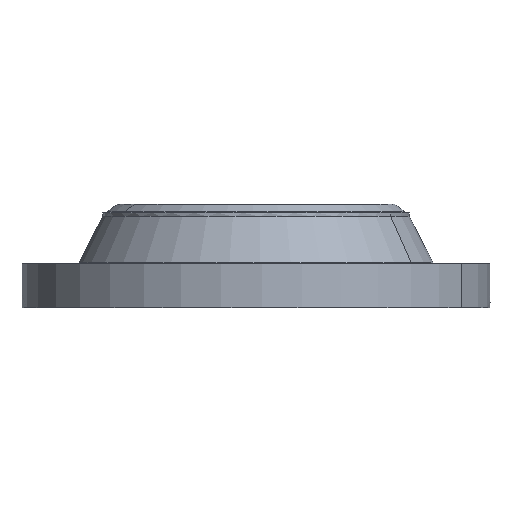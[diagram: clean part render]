
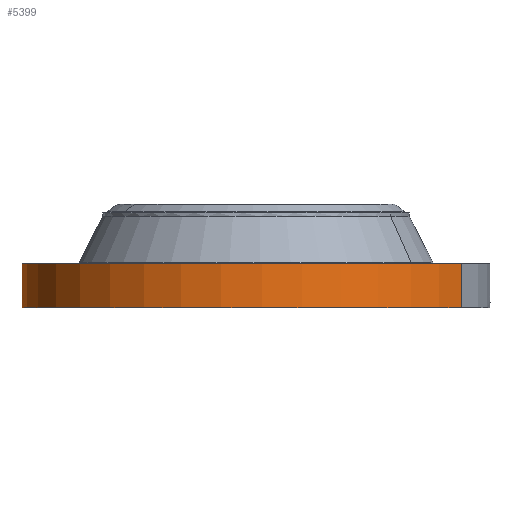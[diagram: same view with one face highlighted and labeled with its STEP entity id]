
A CAD part, left-side view. The second image highlights one B-rep face of the part: STEP entity #5399.
In plain terms, the highlighted cylindrical face has radius 387.35 mm (diameter 774.7 mm), a partial arc.
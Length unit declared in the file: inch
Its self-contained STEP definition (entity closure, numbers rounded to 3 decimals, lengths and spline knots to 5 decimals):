
#3849=AXIS2_PLACEMENT_3D('Circle Axis2P3D',#3847,#3848,$) ;
#4541=AXIS2_PLACEMENT_3D('Circle Axis2P3D',#4539,#4540,$) ;
#5294=AXIS2_PLACEMENT_3D('Cylinder Axis2P3D',#5291,#5292,#5293) ;
#3847=CARTESIAN_POINT('Axis2P3D Location',(0.,0.,0.)) ;
#3851=CARTESIAN_POINT('Vertex',(-7.31124,-13.38313,0.)) ;
#3853=CARTESIAN_POINT('Vertex',(7.31124,13.38313,0.)) ;
#4534=CARTESIAN_POINT('Vertex',(7.31124,13.38313,2.875)) ;
#4536=CARTESIAN_POINT('Vertex',(-7.31124,-13.38313,2.875)) ;
#4539=CARTESIAN_POINT('Axis2P3D Location',(0.,0.,2.875)) ;
#5291=CARTESIAN_POINT('Axis2P3D Location',(0.,0.,3.3775)) ;
#5296=CARTESIAN_POINT('Line Origine',(-7.31124,-13.38313,1.4375)) ;
#5301=CARTESIAN_POINT('Line Origine',(7.31124,13.38313,1.4375)) ;
#5313=CARTESIAN_POINT('Control Point',(-0.00072,15.25,1.10412)) ;
#5314=CARTESIAN_POINT('Control Point',(-0.01897,15.25,1.10408)) ;
#5315=CARTESIAN_POINT('Control Point',(-0.03722,15.24997,1.10263)) ;
#5316=CARTESIAN_POINT('Control Point',(-0.05525,15.2499,1.09978)) ;
#5317=CARTESIAN_POINT('Vertex',(-0.00072,15.25,1.10412)) ;
#5319=CARTESIAN_POINT('Vertex',(-0.05524,15.2499,1.09978)) ;
#5323=CARTESIAN_POINT('Control Point',(-0.05524,15.2499,1.09978)) ;
#5324=CARTESIAN_POINT('Control Point',(-0.0957,15.24975,1.09536)) ;
#5325=CARTESIAN_POINT('Control Point',(-0.13552,15.24944,1.08359)) ;
#5326=CARTESIAN_POINT('Control Point',(-0.1722,15.24903,1.06523)) ;
#5327=CARTESIAN_POINT('Vertex',(-0.1722,15.24903,1.06523)) ;
#5331=CARTESIAN_POINT('Control Point',(-0.03102,15.24997,0.34119)) ;
#5332=CARTESIAN_POINT('Control Point',(-0.09618,15.24984,0.34944)) ;
#5333=CARTESIAN_POINT('Control Point',(-0.15929,15.24936,0.37129)) ;
#5334=CARTESIAN_POINT('Control Point',(-0.2164,15.24859,0.4061)) ;
#5335=CARTESIAN_POINT('Control Point',(-0.28882,15.24733,0.47419)) ;
#5336=CARTESIAN_POINT('Control Point',(-0.33643,15.2463,0.55867)) ;
#5337=CARTESIAN_POINT('Control Point',(-0.34947,15.246,0.58873)) ;
#5338=CARTESIAN_POINT('Control Point',(-0.37169,15.24548,0.65897)) ;
#5339=CARTESIAN_POINT('Control Point',(-0.37718,15.24533,0.73214)) ;
#5340=CARTESIAN_POINT('Control Point',(-0.37491,15.24539,0.77295)) ;
#5341=CARTESIAN_POINT('Control Point',(-0.3565,15.24585,0.87072)) ;
#5342=CARTESIAN_POINT('Control Point',(-0.30814,15.24693,0.95794)) ;
#5343=CARTESIAN_POINT('Control Point',(-0.26982,15.24771,1.00324)) ;
#5344=CARTESIAN_POINT('Control Point',(-0.22354,15.24845,1.03954)) ;
#5345=CARTESIAN_POINT('Control Point',(-0.1722,15.24903,1.06523)) ;
#5346=CARTESIAN_POINT('Vertex',(-0.03102,15.24997,0.34119)) ;
#5350=CARTESIAN_POINT('Control Point',(-0.03102,15.24997,0.34119)) ;
#5351=CARTESIAN_POINT('Control Point',(-0.02067,15.24999,0.34087)) ;
#5352=CARTESIAN_POINT('Control Point',(-0.01032,15.25,0.34094)) ;
#5353=CARTESIAN_POINT('Control Point',(0.,15.25,0.34137)) ;
#5354=CARTESIAN_POINT('Vertex',(0.,15.25,0.34137)) ;
#5358=CARTESIAN_POINT('Control Point',(0.19263,15.24878,0.39741)) ;
#5359=CARTESIAN_POINT('Control Point',(0.14901,15.24933,0.37204)) ;
#5360=CARTESIAN_POINT('Control Point',(0.10112,15.24977,0.35378)) ;
#5361=CARTESIAN_POINT('Control Point',(0.05081,15.25,0.34353)) ;
#5362=CARTESIAN_POINT('Control Point',(0.,15.25,0.34137)) ;
#5363=CARTESIAN_POINT('Vertex',(0.19263,15.24878,0.39741)) ;
#5367=CARTESIAN_POINT('Control Point',(0.19263,15.24878,0.39741)) ;
#5368=CARTESIAN_POINT('Control Point',(0.24945,15.24807,0.43047)) ;
#5369=CARTESIAN_POINT('Control Point',(0.29951,15.24717,0.47484)) ;
#5370=CARTESIAN_POINT('Control Point',(0.33965,15.24626,0.52897)) ;
#5371=CARTESIAN_POINT('Control Point',(0.38385,15.24518,0.62717)) ;
#5372=CARTESIAN_POINT('Control Point',(0.39239,15.24495,0.73246)) ;
#5373=CARTESIAN_POINT('Control Point',(0.39027,15.24501,0.77262)) ;
#5374=CARTESIAN_POINT('Control Point',(0.3761,15.24537,0.84753)) ;
#5375=CARTESIAN_POINT('Control Point',(0.34396,15.24613,0.91596)) ;
#5376=CARTESIAN_POINT('Control Point',(0.32488,15.24656,0.94638)) ;
#5377=CARTESIAN_POINT('Control Point',(0.26317,15.24783,1.02274)) ;
#5378=CARTESIAN_POINT('Control Point',(0.18008,15.24909,1.07567)) ;
#5379=CARTESIAN_POINT('Control Point',(0.12135,15.2497,1.09769)) ;
#5380=CARTESIAN_POINT('Control Point',(0.0602,15.25,1.10711)) ;
#5381=CARTESIAN_POINT('Control Point',(-0.00003,15.25,1.10415)) ;
#5382=CARTESIAN_POINT('Vertex',(-0.00003,15.25,1.10415)) ;
#5386=CARTESIAN_POINT('Control Point',(-0.00072,15.25,1.10412)) ;
#5387=CARTESIAN_POINT('Control Point',(-0.00037,15.25,1.10414)) ;
#5388=CARTESIAN_POINT('Control Point',(-0.00003,15.25,1.10415)) ;
#3848=DIRECTION('Axis2P3D Direction',(0.,0.,-0.039)) ;
#4540=DIRECTION('Axis2P3D Direction',(0.,0.,-0.039)) ;
#5292=DIRECTION('Axis2P3D Direction',(0.,0.,-0.039)) ;
#5293=DIRECTION('Axis2P3D XDirection',(0.019,0.035,0.)) ;
#5297=DIRECTION('Vector Direction',(0.,0.,-0.039)) ;
#5302=DIRECTION('Vector Direction',(0.,0.,-0.039)) ;
#5298=VECTOR('Line Direction',#5297,0.03937) ;
#5303=VECTOR('Line Direction',#5302,0.03937) ;
#5307=ORIENTED_EDGE('',*,*,#3855,.F.) ;
#5308=ORIENTED_EDGE('',*,*,#5300,.T.) ;
#5309=ORIENTED_EDGE('',*,*,#4543,.T.) ;
#5310=ORIENTED_EDGE('',*,*,#5305,.F.) ;
#5391=ORIENTED_EDGE('',*,*,#5321,.T.) ;
#5392=ORIENTED_EDGE('',*,*,#5329,.T.) ;
#5393=ORIENTED_EDGE('',*,*,#5348,.F.) ;
#5394=ORIENTED_EDGE('',*,*,#5356,.T.) ;
#5395=ORIENTED_EDGE('',*,*,#5365,.F.) ;
#5396=ORIENTED_EDGE('',*,*,#5384,.T.) ;
#5397=ORIENTED_EDGE('',*,*,#5389,.F.) ;
#5398=FACE_BOUND('',#5390,.T.) ;
#5399=ADVANCED_FACE('PartBody',(#5311,#5398),#5295,.T.) ;
#5312=B_SPLINE_CURVE_WITH_KNOTS('',3,(#5313,#5314,#5315,#5316),.UNSPECIFIED.,.F.,.U.,(4,4),(34.6166,36.64171),.UNSPECIFIED.) ;
#5322=B_SPLINE_CURVE_WITH_KNOTS('',3,(#5323,#5324,#5325,#5326),.UNSPECIFIED.,.F.,.U.,(4,4),(0.,4.57284),.UNSPECIFIED.) ;
#5330=B_SPLINE_CURVE_WITH_KNOTS('',5,(#5331,#5332,#5333,#5334,#5335,#5336,#5337,#5338,#5339,#5340,#5341,#5342,#5343,#5344,#5345),.UNSPECIFIED.,.F.,.U.,(6,3,3,3,6),(0.,11.41563,17.25639,24.61345,35.28116),.UNSPECIFIED.) ;
#5349=B_SPLINE_CURVE_WITH_KNOTS('',3,(#5350,#5351,#5352,#5353),.UNSPECIFIED.,.F.,.U.,(4,4),(0.,1.07896),.UNSPECIFIED.) ;
#5357=B_SPLINE_CURVE_WITH_KNOTS('',4,(#5358,#5359,#5360,#5361,#5362),.UNSPECIFIED.,.F.,.U.,(5,5),(0.,7.07933),.UNSPECIFIED.) ;
#5366=B_SPLINE_CURVE_WITH_KNOTS('',5,(#5367,#5368,#5369,#5370,#5371,#5372,#5373,#5374,#5375,#5376,#5377,#5378,#5379,#5380,#5381),.UNSPECIFIED.,.F.,.U.,(6,3,3,3,6),(0.,11.52891,18.60799,25.03,36.28697),.UNSPECIFIED.) ;
#5385=B_SPLINE_CURVE_WITH_KNOTS('',2,(#5386,#5387,#5388),.UNSPECIFIED.,.F.,.U.,(3,3),(1.02181,1.0476),.UNSPECIFIED.) ;
#3850=CIRCLE('generated circle',#3849,15.25) ;
#4542=CIRCLE('generated circle',#4541,15.25) ;
#5295=CYLINDRICAL_SURFACE('generated cylinder',#5294,15.25) ;
#3855=EDGE_CURVE('',#3852,#3854,#3850,.T.) ;
#4543=EDGE_CURVE('',#4537,#4535,#4542,.T.) ;
#5300=EDGE_CURVE('',#3852,#4537,#5299,.F.) ;
#5305=EDGE_CURVE('',#3854,#4535,#5304,.F.) ;
#5321=EDGE_CURVE('',#5318,#5320,#5312,.T.) ;
#5329=EDGE_CURVE('',#5320,#5328,#5322,.T.) ;
#5348=EDGE_CURVE('',#5347,#5328,#5330,.T.) ;
#5356=EDGE_CURVE('',#5347,#5355,#5349,.T.) ;
#5365=EDGE_CURVE('',#5364,#5355,#5357,.T.) ;
#5384=EDGE_CURVE('',#5364,#5383,#5366,.T.) ;
#5389=EDGE_CURVE('',#5318,#5383,#5385,.T.) ;
#5306=EDGE_LOOP('',(#5307,#5308,#5309,#5310)) ;
#5390=EDGE_LOOP('',(#5391,#5392,#5393,#5394,#5395,#5396,#5397)) ;
#5311=FACE_OUTER_BOUND('',#5306,.T.) ;
#5299=LINE('Line',#5296,#5298) ;
#5304=LINE('Line',#5301,#5303) ;
#3852=VERTEX_POINT('',#3851) ;
#3854=VERTEX_POINT('',#3853) ;
#4535=VERTEX_POINT('',#4534) ;
#4537=VERTEX_POINT('',#4536) ;
#5318=VERTEX_POINT('',#5317) ;
#5320=VERTEX_POINT('',#5319) ;
#5328=VERTEX_POINT('',#5327) ;
#5347=VERTEX_POINT('',#5346) ;
#5355=VERTEX_POINT('',#5354) ;
#5364=VERTEX_POINT('',#5363) ;
#5383=VERTEX_POINT('',#5382) ;
